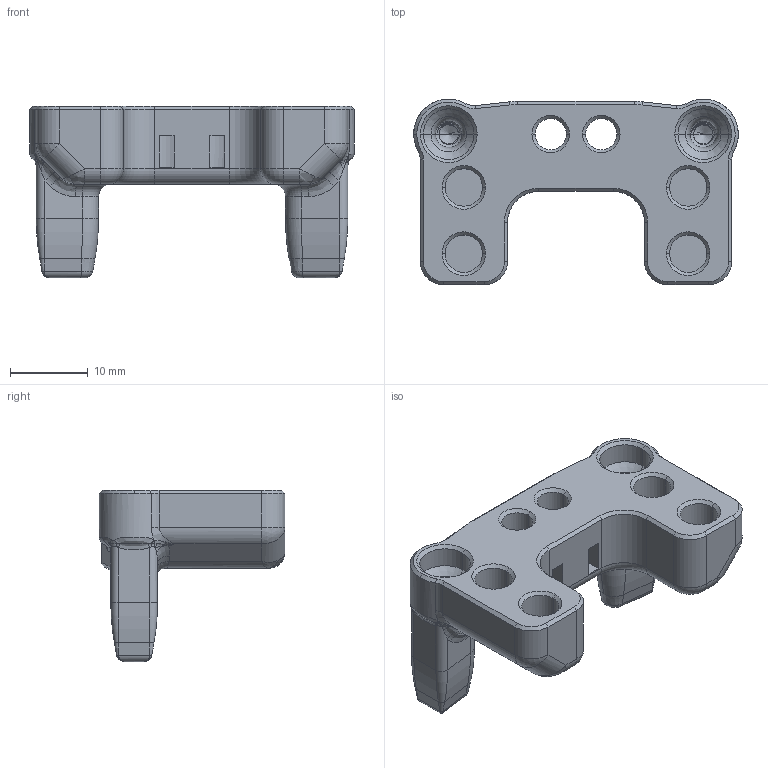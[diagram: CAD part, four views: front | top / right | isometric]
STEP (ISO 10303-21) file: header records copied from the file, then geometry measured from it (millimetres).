
FILE_DESCRIPTION (( 'STEP AP214' ), '1' );
FILE_NAME ('Microswitch dock - short.STEP', '2022-09-25T12:07:56', ( '' ), ( '' ), 'SwSTEP 2.0', 'SolidWorks 2021', '' );
FILE_SCHEMA (( 'AUTOMOTIVE_DESIGN' ));
Length unit declared in the file: millimetre
Products named in the file (1): Microswitch dock - short
Bounding box: 41.68 x 23.85 x 22 mm (x, y, z)
Volume: 6277.2 mm3; surface area: 4392.3 mm2
Topology: 1 solids, 1 shells, 406 faces, 1006 edges, 585 vertices
Faces by surface type: cylinder 162, bspline 94, cone 63, plane 58, torus 27, sphere 2
Entity records: 21615 total; most frequent: CARTESIAN_POINT 13188, ORIENTED_EDGE 1968, DIRECTION 1554, EDGE_CURVE 984, AXIS2_PLACEMENT_3D 606, VERTEX_POINT 585, EDGE_LOOP 419, ADVANCED_FACE 406
